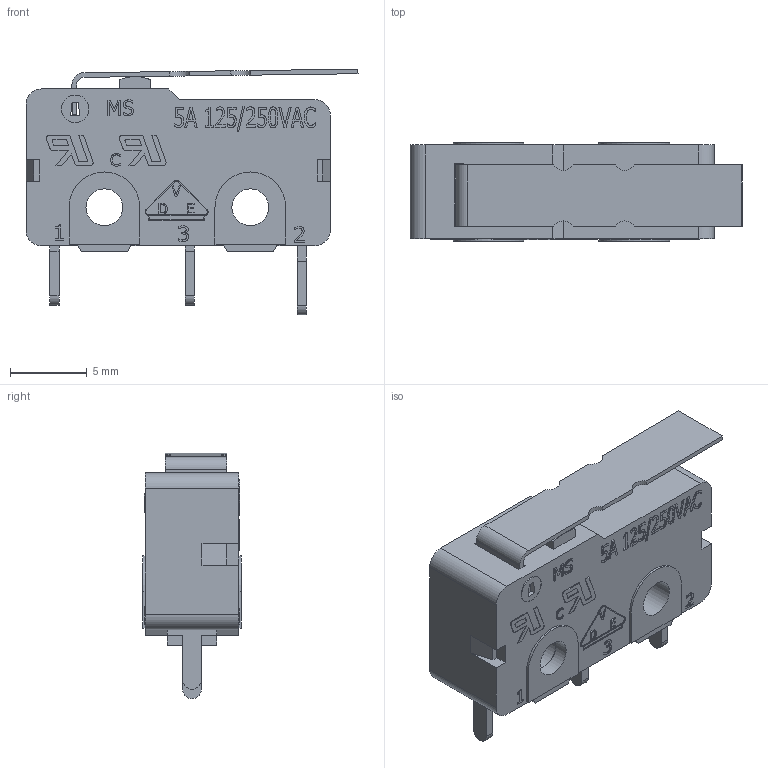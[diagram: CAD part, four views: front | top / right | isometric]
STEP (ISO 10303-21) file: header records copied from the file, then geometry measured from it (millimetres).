
FILE_DESCRIPTION((' '),'2;1');
FILE_NAME('MS085xx02FxxxP1A.stp','2017-07-26T13:27:15',(' '),(' '),' ','ACIS',' ');
FILE_SCHEMA(('CONFIG_CONTROL_DESIGN'));
Length unit declared in the file: inch
Products named in the file (1): MS085xx02FxxxP1A.stp
Bounding box: 21.61 x 6.4 x 15.99 mm (x, y, z)
Volume: 793.6 mm3; surface area: 1596.1 mm2
Topology: 1 solids, 4 shells, 777 faces, 2137 edges, 1422 vertices
Faces by surface type: plane 496, bspline 237, cylinder 44
Full cylindrical faces by diameter (mm): 1.8 x1, 2.4 x2, 2.5 x1
Entity records: 25819 total; most frequent: CARTESIAN_POINT 7484, ORIENTED_EDGE 4262, DIRECTION 2828, EDGE_CURVE 2131, VECTOR 1568, LINE 1568, VERTEX_POINT 1420, EDGE_LOOP 846
